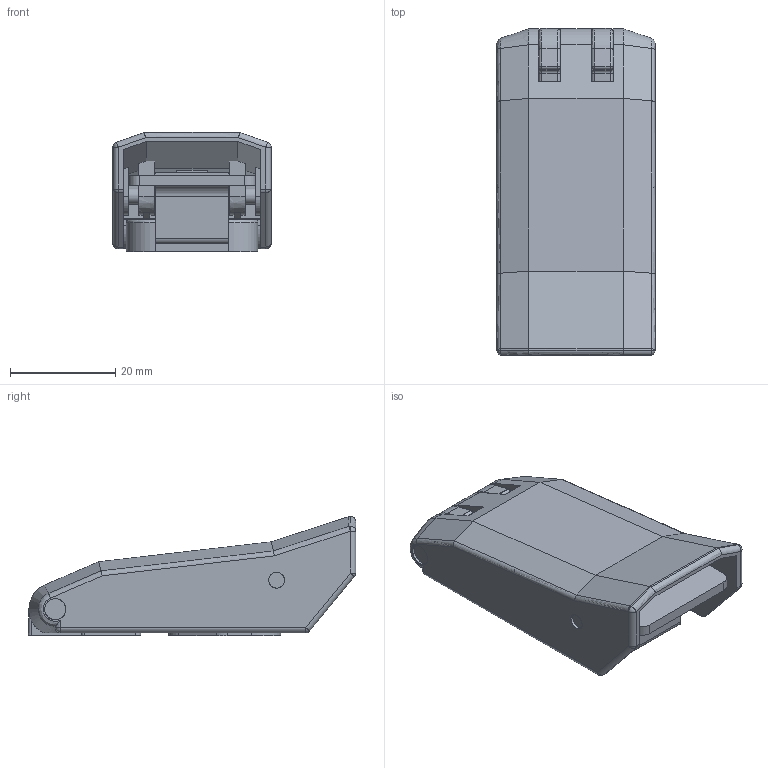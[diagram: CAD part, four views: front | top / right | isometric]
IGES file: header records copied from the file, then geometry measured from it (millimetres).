
Start section: SolidWorks IGES file using analytic representation for surfaces
Global section: file name: TL_403.IGS,15HSolidWorks; native system: 2015; preprocessor: SolidWorks 2015; author: Yoshitsune; date: 150824.132351; units: millimetre
Bounding box: 30 x 62.1 x 22.61 mm (x, y, z)
Surface area: 13741.2 mm2 (no closed solid volume)
Topology: 0 solids, 0 shells, 484 faces, 4698 edges, 4643 vertices
Faces by surface type: revolution 258, bspline 226
